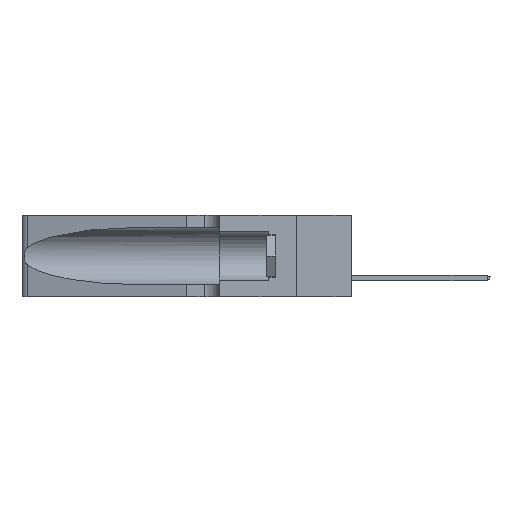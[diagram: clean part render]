
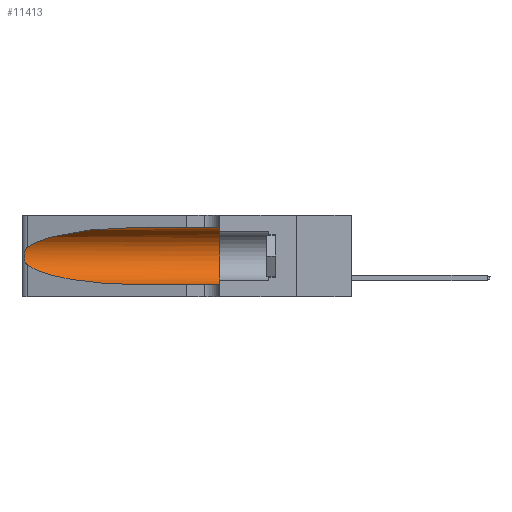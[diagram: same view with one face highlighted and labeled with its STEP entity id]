
A CAD part, left-side view. The second image highlights one B-rep face of the part: STEP entity #11413.
In plain terms, the highlighted cylindrical face has radius 3.308 mm (diameter 6.617 mm), a partial arc.
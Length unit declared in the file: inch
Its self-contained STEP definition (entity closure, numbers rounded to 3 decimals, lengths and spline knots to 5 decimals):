
#111 = EDGE_CURVE ( 'NONE', #18066, #18363, #11470, .T. ) ;
#123 = DIRECTION ( 'NONE',  ( 0., -1., 0. ) ) ;
#1254 = CARTESIAN_POINT ( 'NONE',  ( 0.25639, 1.23186, 0.15144 ) ) ;
#1353 = CARTESIAN_POINT ( 'NONE',  ( 0.26075, 1.23896, 0.178 ) ) ;
#1387 = DIRECTION ( 'NONE',  ( 0., -1., 0. ) ) ;
#1445 = CARTESIAN_POINT ( 'NONE',  ( 0.25789, 1.23486, 0.15765 ) ) ;
#2294 = ORIENTED_EDGE ( 'NONE', *, *, #20743, .F. ) ;
#2980 = DIRECTION ( 'NONE',  ( 0., 1., 0. ) ) ;
#3018 = VERTEX_POINT ( 'NONE', #4672 ) ;
#3151 = CARTESIAN_POINT ( 'NONE',  ( 0.25555, 1.22994, 0.2215 ) ) ;
#3242 = CARTESIAN_POINT ( 'NONE',  ( 0.25856, 1.23593, 0.16098 ) ) ;
#3543 = EDGE_CURVE ( 'NONE', #25018, #4064, #4609, .T. ) ;
#4030 = EDGE_CURVE ( 'NONE', #3018, #18137, #12656, .T. ) ;
#4064 = VERTEX_POINT ( 'NONE', #14920 ) ;
#4609 = B_SPLINE_CURVE_WITH_KNOTS ( 'NONE', 3,
 ( #15069, #3151, #19335, #7311, #15423, #21254, #25058, #1353, #21413, #3242, #1445, #1254, #15334, #21340 ),
 .UNSPECIFIED., .F., .F.,
 ( 4, 2, 2, 2, 2, 2, 4 ),
 ( 0., 0.00027, 0.00053, 0.00107, 0.0016, 0.00187, 0.00214 ),
 .UNSPECIFIED. ) ;
#4651 = ORIENTED_EDGE ( 'NONE', *, *, #20771, .T. ) ;
#4672 = CARTESIAN_POINT ( 'NONE',  ( 0.1305, 0.72297, 0.31525 ) ) ;
#4731 = DIRECTION ( 'NONE',  ( 0., 0., -1. ) ) ;
#4931 = VECTOR ( 'NONE', #123, 39.37008 ) ;
#6080 = ORIENTED_EDGE ( 'NONE', *, *, #4030, .F. ) ;
#6213 = CARTESIAN_POINT ( 'NONE',  ( 0.25487, 1.22718, 0.22369 ) ) ;
#6553 = AXIS2_PLACEMENT_3D ( 'NONE', #14649, #1387, #4731 ) ;
#7100 = ORIENTED_EDGE ( 'NONE', *, *, #3543, .T. ) ;
#7311 = CARTESIAN_POINT ( 'NONE',  ( 0.25787, 1.23484, 0.2124 ) ) ;
#7330 =( BOUNDED_CURVE ( )  B_SPLINE_CURVE ( 3, ( #21203, #12998, #15196, #9083 ),
 .UNSPECIFIED., .F., .F. ) 
 B_SPLINE_CURVE_WITH_KNOTS ( ( 4, 4 ),
 ( 3.44316, 4.71239 ),
 .UNSPECIFIED. ) 
 CURVE ( )  GEOMETRIC_REPRESENTATION_ITEM ( )  RATIONAL_B_SPLINE_CURVE ( ( 1., 0.87, 0.87, 1. ) ) 
 REPRESENTATION_ITEM ( '' )  );
#7729 = AXIS2_PLACEMENT_3D ( 'NONE', #8853, #2980, #22865 ) ;
#8010 = CARTESIAN_POINT ( 'NONE',  ( 0.1305, 1.61858, 0.31525 ) ) ;
#8259 = CARTESIAN_POINT ( 'NONE',  ( 0.1305, 0.72297, 0.05475 ) ) ;
#8707 = DIRECTION ( 'NONE',  ( 0., -1., 0. ) ) ;
#8853 = CARTESIAN_POINT ( 'NONE',  ( 0.1305, 0.35, 0.185 ) ) ;
#8958 = CARTESIAN_POINT ( 'NONE',  ( 0.1305, 1.61858, 0.05475 ) ) ;
#9037 = CARTESIAN_POINT ( 'NONE',  ( 0.2373, 1.15595, 0.28018 ) ) ;
#9083 = CARTESIAN_POINT ( 'NONE',  ( 0.1305, 0.72297, 0.05475 ) ) ;
#9300 = CARTESIAN_POINT ( 'NONE',  ( 0.18966, 0.96281, 0.31525 ) ) ;
#9922 = VECTOR ( 'NONE', #8707, 39.37008 ) ;
#9939 = EDGE_CURVE ( 'NONE', #4064, #18066, #7330, .T. ) ;
#10499 =( BOUNDED_CURVE ( )  B_SPLINE_CURVE ( 3, ( #17065, #9300, #9037, #18977 ),
 .UNSPECIFIED., .F., .F. ) 
 B_SPLINE_CURVE_WITH_KNOTS ( ( 4, 4 ),
 ( 1.5708, 2.84003 ),
 .UNSPECIFIED. ) 
 CURVE ( )  GEOMETRIC_REPRESENTATION_ITEM ( )  RATIONAL_B_SPLINE_CURVE ( ( 1., 0.87, 0.87, 1. ) ) 
 REPRESENTATION_ITEM ( '' )  );
#11391 = CIRCLE ( 'NONE', #7729, 0.13025 ) ;
#11413 = ADVANCED_FACE ( 'NONE', ( #25604 ), #17803, .F. ) ;
#11470 = LINE ( 'NONE', #8958, #9922 ) ;
#12656 = LINE ( 'NONE', #8010, #4931 ) ;
#12998 = CARTESIAN_POINT ( 'NONE',  ( 0.2373, 1.15595, 0.08982 ) ) ;
#14649 = CARTESIAN_POINT ( 'NONE',  ( 0.1305, 1.61858, 0.185 ) ) ;
#14920 = CARTESIAN_POINT ( 'NONE',  ( 0.25487, 1.22718, 0.14631 ) ) ;
#14936 = CARTESIAN_POINT ( 'NONE',  ( 0.1305, 0.35, 0.31525 ) ) ;
#15069 = CARTESIAN_POINT ( 'NONE',  ( 0.25487, 1.22718, 0.22369 ) ) ;
#15196 = CARTESIAN_POINT ( 'NONE',  ( 0.18966, 0.96281, 0.05475 ) ) ;
#15334 = CARTESIAN_POINT ( 'NONE',  ( 0.25555, 1.22993, 0.14849 ) ) ;
#15423 = CARTESIAN_POINT ( 'NONE',  ( 0.25854, 1.2359, 0.20912 ) ) ;
#16605 = CARTESIAN_POINT ( 'NONE',  ( 0.1305, 0.35, 0.05475 ) ) ;
#17065 = CARTESIAN_POINT ( 'NONE',  ( 0.1305, 0.72297, 0.31525 ) ) ;
#17803 = CYLINDRICAL_SURFACE ( 'NONE', #6553, 0.13025 ) ;
#18066 = VERTEX_POINT ( 'NONE', #8259 ) ;
#18137 = VERTEX_POINT ( 'NONE', #14936 ) ;
#18363 = VERTEX_POINT ( 'NONE', #16605 ) ;
#18977 = CARTESIAN_POINT ( 'NONE',  ( 0.25487, 1.22718, 0.22369 ) ) ;
#19335 = CARTESIAN_POINT ( 'NONE',  ( 0.25639, 1.23184, 0.21858 ) ) ;
#20201 = ORIENTED_EDGE ( 'NONE', *, *, #111, .T. ) ;
#20743 = EDGE_CURVE ( 'NONE', #18137, #18363, #11391, .T. ) ;
#20771 = EDGE_CURVE ( 'NONE', #3018, #25018, #10499, .T. ) ;
#21203 = CARTESIAN_POINT ( 'NONE',  ( 0.25487, 1.22718, 0.14631 ) ) ;
#21254 = CARTESIAN_POINT ( 'NONE',  ( 0.26018, 1.23835, 0.19895 ) ) ;
#21340 = CARTESIAN_POINT ( 'NONE',  ( 0.25487, 1.22718, 0.14631 ) ) ;
#21413 = CARTESIAN_POINT ( 'NONE',  ( 0.26017, 1.23833, 0.17102 ) ) ;
#22865 = DIRECTION ( 'NONE',  ( 0., 0., 1. ) ) ;
#23750 = EDGE_LOOP ( 'NONE', ( #4651, #7100, #25564, #20201, #2294, #6080 ) ) ;
#25018 = VERTEX_POINT ( 'NONE', #6213 ) ;
#25058 = CARTESIAN_POINT ( 'NONE',  ( 0.26075, 1.23896, 0.19203 ) ) ;
#25564 = ORIENTED_EDGE ( 'NONE', *, *, #9939, .T. ) ;
#25604 = FACE_OUTER_BOUND ( 'NONE', #23750, .T. ) ;
